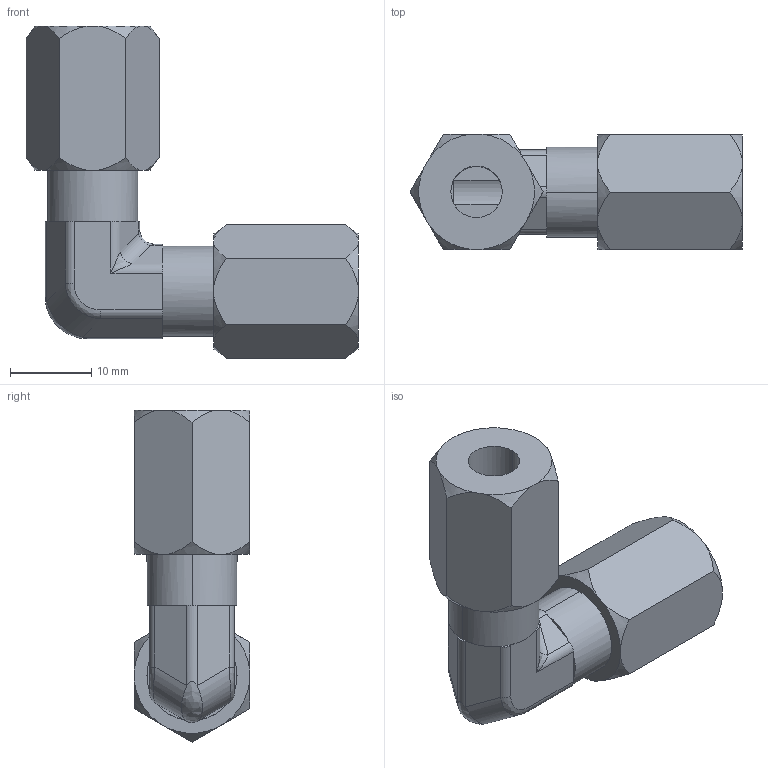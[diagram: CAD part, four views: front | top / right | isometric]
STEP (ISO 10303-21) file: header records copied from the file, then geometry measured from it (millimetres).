
FILE_DESCRIPTION((''),'2;1');
FILE_NAME('ILC30160044','2005-08-24T',('KR'),(''),'PRO/ENGINEER BY PARAMETRIC TECHNOLOGY CORPORATION, 2004290','PRO/ENGINEER BY PARAMETRIC TECHNOLOGY CORPORATION, 2004290','');
FILE_SCHEMA(('AUTOMOTIVE_DESIGN_CC2 { 1 2 10303 214 -1 1 5 2 }'));
Length unit declared in the file: inch
Products named in the file (1): ILC30160044
Bounding box: 40.98 x 14.22 x 40.98 mm (x, y, z)
Volume: 6919.7 mm3; surface area: 4505.7 mm2
Topology: 1 solids, 1 shells, 114 faces, 274 edges, 164 vertices
Faces by surface type: plane 56, cylinder 28, cone 24, bspline 6
Entity records: 4793 total; most frequent: CARTESIAN_POINT 1289, ORIENTED_EDGE 548, DIRECTION 511, PRESENTATION_STYLE_ASSIGNMENT 275, STYLED_ITEM 275, CURVE_STYLE 274, EDGE_CURVE 274, AXIS2_PLACEMENT_3D 197
